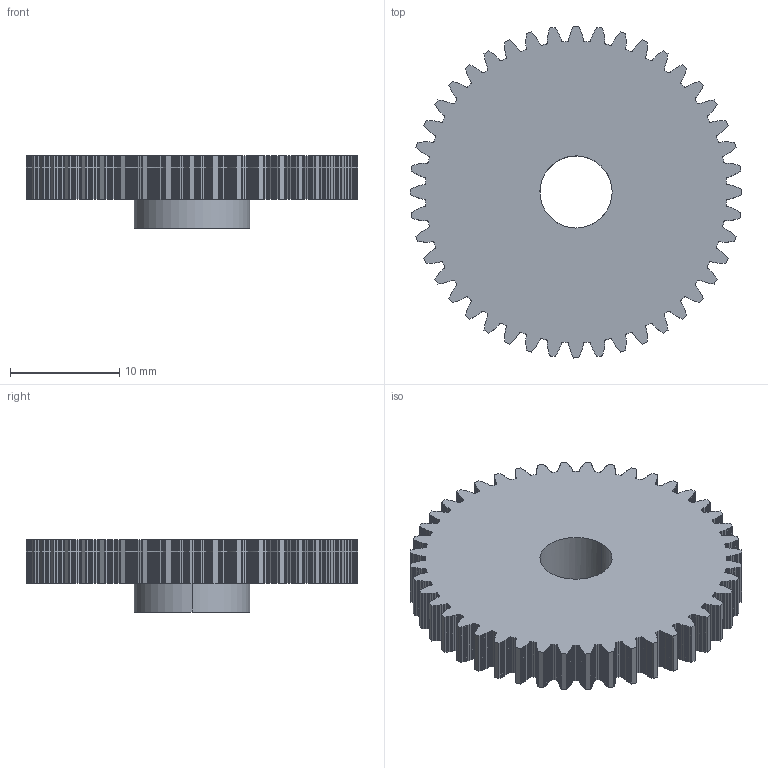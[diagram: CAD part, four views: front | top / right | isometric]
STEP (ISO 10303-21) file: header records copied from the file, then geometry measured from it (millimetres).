
FILE_DESCRIPTION(('FreeCAD Model'),'2;1');
FILE_NAME('Open CASCADE Shape Model','2025-05-09T04:36:06',('FreeCAD'),( 'FreeCAD'),'Open CASCADE STEP processor 7.6','FreeCAD','Unknown');
FILE_SCHEMA(('AUTOMOTIVE_DESIGN { 1 0 10303 214 1 1 1 1 }'));
Products named in the file (1): Open CASCADE STEP translator 7.6 1
Bounding box: 30.33 x 30.33 x 6.59 mm (x, y, z)
Volume: 2611 mm3; surface area: 2168 mm2
Topology: 1 solids, 1 shells, 1636 faces, 4899 edges, 3266 vertices
Faces by surface type: bspline 1636
Entity records: 49119 total; most frequent: CARTESIAN_POINT 19837, ORIENTED_EDGE 9798, EDGE_CURVE 4899, B_SPLINE_CURVE_WITH_KNOTS 4801, VERTEX_POINT 3266, FACE_BOUND 1639, EDGE_LOOP 1639, ADVANCED_FACE 1636
